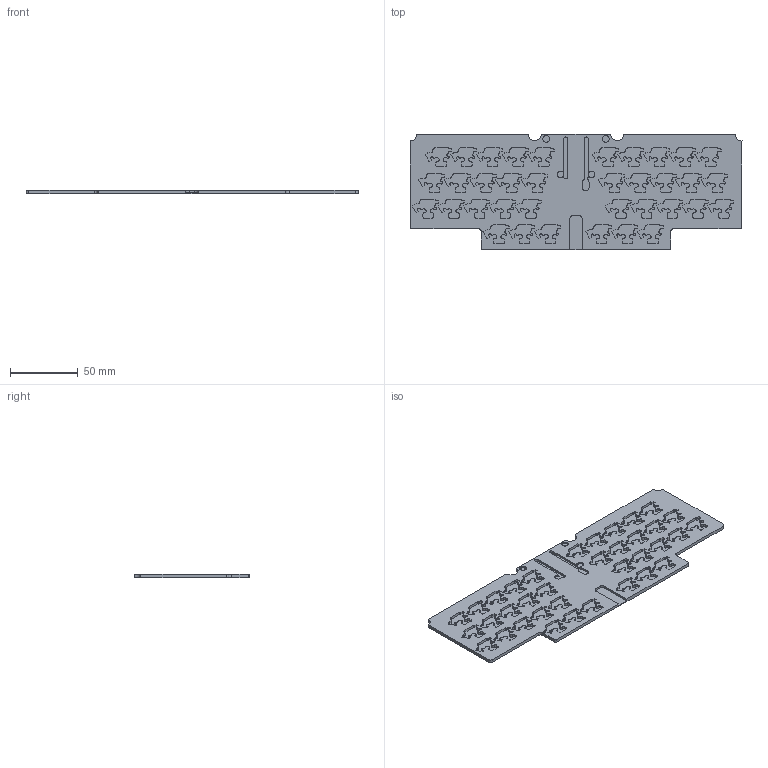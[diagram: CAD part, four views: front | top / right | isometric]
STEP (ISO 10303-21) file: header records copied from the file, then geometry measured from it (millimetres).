
FILE_DESCRIPTION(('FreeCAD Model'),'2;1');
FILE_NAME('Open CASCADE Shape Model','2026-01-16T14:38:43',(''),(''), 'Open CASCADE STEP processor 7.8','FreeCAD','Unknown');
FILE_SCHEMA(('AUTOMOTIVE_DESIGN { 1 0 10303 214 1 1 1 1 }'));
Length unit declared in the file: millimetre
Products named in the file (1): bottom-fill
Bounding box: 245.5 x 85.5 x 2.4 mm (x, y, z)
Volume: 34492.7 mm3; surface area: 45870 mm2
Topology: 1 solids, 1 shells, 1614 faces, 4790 edges, 3218 vertices
Faces by surface type: cylinder 898, plane 680, bspline 36
Full cylindrical faces by diameter (mm): 5 x2
Entity records: 57096 total; most frequent: CARTESIAN_POINT 12287, DIRECTION 9680, ORIENTED_EDGE 9580, EDGE_CURVE 4790, AXIS2_PLACEMENT_3D 3455, VERTEX_POINT 3218, LINE 2770, VECTOR 2770
